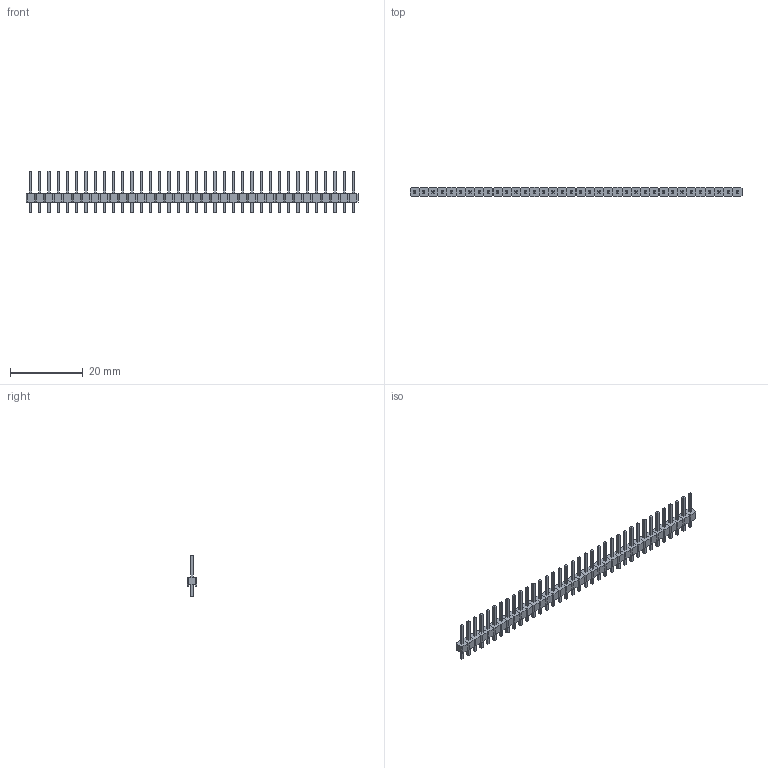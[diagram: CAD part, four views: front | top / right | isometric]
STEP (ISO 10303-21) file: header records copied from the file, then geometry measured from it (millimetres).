
FILE_DESCRIPTION(('FreeCAD Model'),'2;1');
FILE_NAME('male_header_2_54_1X36.step', '2017-06-24T14:19:31',('Author'),(''), 'Open CASCADE STEP processor 6.8','FreeCAD','Unknown');
FILE_SCHEMA(('AUTOMOTIVE_DESIGN_CC2 { 1 2 10303 214 -1 1 5 4 }'));
Length unit declared in the file: millimetre
Products named in the file (73): ASSEMBLY; User_Library-Header_Male_40Pin_BodyArray012; User_Library-Header_Male_40Pin_BodyArray033; User_Library-Header_Male_40Pin_PinArray032; User_Library-Header_Male_40Pin_PinArray039; User_Library-Header_Male_40Pin_PinArray026; User_Library-Header_Male_40Pin_PinArray006; User_Library-Header_Male_40Pin_PinArray029; User_Library-Header_Male_40Pin_PinArray008; User_Library-Header_Male_40Pin_PinArray033; User_Library-Header_Male_40Pin_PinArray021; User_Library-Header_Male_40Pin_PinArray022; User_Library-Header_Male_40Pin_PinArray009; User_Library-Header_Male_40Pin_PinArray034; User_Library-Header_Male_40Pin_PinArray015; User_Library-Header_Male_40Pin_PinArray014; User_Library-Header_Male_40Pin_PinArray023; User_Library-Header_Male_40Pin_PinArray025; User_Library-Header_Male_40Pin_PinArray027; User_Library-Header_Male_40Pin_PinArray035; User_Library-Header_Male_40Pin_PinArray037; User_Library-Header_Male_40Pin_PinArray036; User_Library-Header_Male_40Pin_PinArray038; User_Library-Header_Male_40Pin_PinArray028; User_Library-Header_Male_40Pin_PinArray018; User_Library-Header_Male_40Pin_PinArray017; User_Library-Header_Male_40Pin_PinArray031; User_Library-Header_Male_40Pin_PinArray016; User_Library-Header_Male_40Pin_PinArray013; User_Library-Header_Male_40Pin_PinArray010; User_Library-Header_Male_40Pin_PinArray020; User_Library-Header_Male_40Pin_PinArray019; User_Library-Header_Male_40Pin_BodyArray006; User_Library-Header_Male_40Pin_BodyArray023; User_Library-Header_Male_40Pin_BodyArray039; User_Library-Header_Male_40Pin_PinArray003; User_Library-Header_Male_40Pin_BodyArray025; User_Library-Header_Male_40Pin_BodyArray015; User_Library-Header_Male_40Pin_BodyArray002; User_Library-Header_Male_40Pin_BodyArray016 ...
Assembly tree (72 placements, depth 2):
  ASSEMBLY
    User_Library-Header_Male_40Pin_BodyArray012
    User_Library-Header_Male_40Pin_BodyArray033
    User_Library-Header_Male_40Pin_PinArray032
    User_Library-Header_Male_40Pin_PinArray039
    User_Library-Header_Male_40Pin_PinArray026
    User_Library-Header_Male_40Pin_PinArray006
    User_Library-Header_Male_40Pin_PinArray029
    User_Library-Header_Male_40Pin_PinArray008
    User_Library-Header_Male_40Pin_PinArray033
    User_Library-Header_Male_40Pin_PinArray021
    User_Library-Header_Male_40Pin_PinArray022
    User_Library-Header_Male_40Pin_PinArray009
    User_Library-Header_Male_40Pin_PinArray034
    User_Library-Header_Male_40Pin_PinArray015
    User_Library-Header_Male_40Pin_PinArray014
    User_Library-Header_Male_40Pin_PinArray023
    User_Library-Header_Male_40Pin_PinArray025
    User_Library-Header_Male_40Pin_PinArray027
    User_Library-Header_Male_40Pin_PinArray035
    User_Library-Header_Male_40Pin_PinArray037
    User_Library-Header_Male_40Pin_PinArray036
    User_Library-Header_Male_40Pin_PinArray038
    User_Library-Header_Male_40Pin_PinArray028
    User_Library-Header_Male_40Pin_PinArray018
    User_Library-Header_Male_40Pin_PinArray017
    User_Library-Header_Male_40Pin_PinArray031
    User_Library-Header_Male_40Pin_PinArray016
    User_Library-Header_Male_40Pin_PinArray013
    User_Library-Header_Male_40Pin_PinArray010
    User_Library-Header_Male_40Pin_PinArray020
    User_Library-Header_Male_40Pin_PinArray019
    User_Library-Header_Male_40Pin_BodyArray006
    User_Library-Header_Male_40Pin_BodyArray023
    User_Library-Header_Male_40Pin_BodyArray039
    User_Library-Header_Male_40Pin_PinArray003
    User_Library-Header_Male_40Pin_BodyArray025
    User_Library-Header_Male_40Pin_BodyArray015
    User_Library-Header_Male_40Pin_BodyArray002
    User_Library-Header_Male_40Pin_BodyArray016
    User_Library-Header_Male_40Pin_BodyArray020
    User_Library-Header_Male_40Pin_BodyArray019
    User_Library-Header_Male_40Pin_BodyArray009
    User_Library-Header_Male_40Pin_BodyArray022
    User_Library-Header_Male_40Pin_BodyArray010
    User_Library-Header_Male_40Pin_BodyArray018
    User_Library-Header_Male_40Pin_BodyArray021
    User_Library-Header_Male_40Pin_BodyArray013
    User_Library-Header_Male_40Pin_BodyArray017
    User_Library-Header_Male_40Pin_BodyArray011
    User_Library-Header_Male_40Pin_BodyArray008
    User_Library-Header_Male_40Pin_BodyArray031
    User_Library-Header_Male_40Pin_BodyArray004
    User_Library-Header_Male_40Pin_BodyArray028
    User_Library-Header_Male_40Pin_BodyArray032
    User_Library-Header_Male_40Pin_BodyArray036
    User_Library-Header_Male_40Pin_BodyArray037
    User_Library-Header_Male_40Pin_BodyArray014
    User_Library-Header_Male_40Pin_BodyArray030
    User_Library-Header_Male_40Pin_BodyArray001
Bounding box: 91.44 x 2.49 x 11.54 mm (x, y, z)
Volume: 592.6 mm3; surface area: 2448.4 mm2
Topology: 72 solids, 72 shells, 1152 faces, 2592 edges, 1584 vertices
Faces by surface type: plane 1152
Entity records: 73962 total; most frequent: CARTESIAN_POINT 10585, DIRECTION 10226, LINE 7776, VECTOR 7776, ORIENTED_EDGE 5184, PCURVE 5184, DEFINITIONAL_REPRESENTATION 5184, EDGE_CURVE 2592
